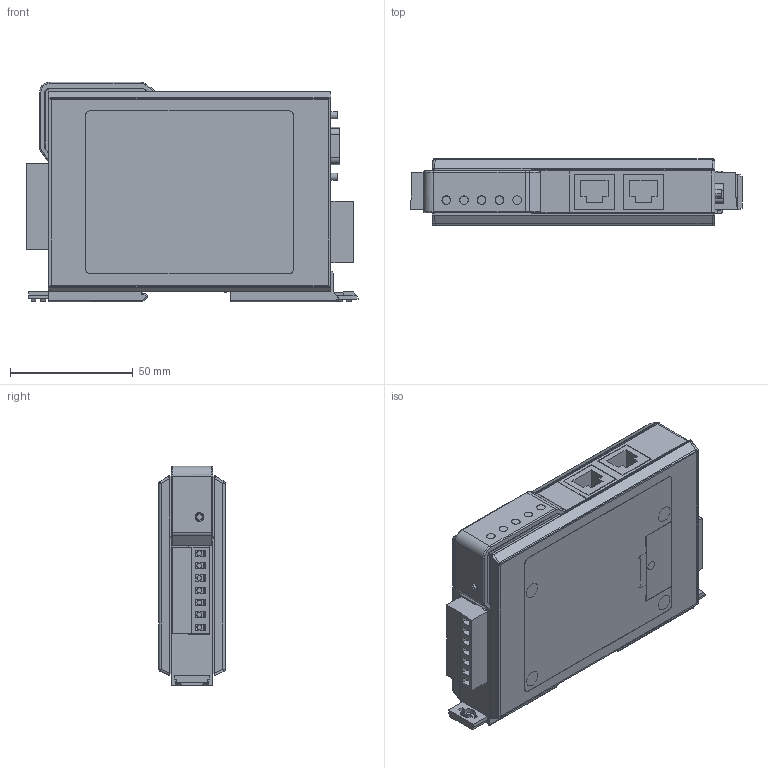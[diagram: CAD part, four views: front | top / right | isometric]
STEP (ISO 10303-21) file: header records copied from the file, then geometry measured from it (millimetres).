
FILE_DESCRIPTION((''),'2;1');
FILE_NAME('3D_MGATE_MB3170','2017-12-19T',('Vincent_Huang'),('PTC'),'PRO/ENGINEER BY PARAMETRIC TECHNOLOGY CORPORATION, 2013230','PRO/ENGINEER BY PARAMETRIC TECHNOLOGY CORPORATION, 2013230','');
FILE_SCHEMA(('AUTOMOTIVE_DESIGN { 1 0 10303 214 1 1 1 1 }'));
Products named in the file (1): 3D_MGATE_MB3170
Bounding box: 135.05 x 27 x 89.2 mm (x, y, z)
Surface area: 161358.6 mm2 (no closed solid volume)
Topology: 0 solids, 16 shells, 2329 faces, 6249 edges, 4119 vertices
Faces by surface type: plane 1782, cylinder 493, sphere 16, cone 16, torus 14, bspline 8
Entity records: 72822 total; most frequent: CARTESIAN_POINT 13335, ORIENTED_EDGE 12466, DIRECTION 11808, EDGE_CURVE 6233, VECTOR 5086, LINE 5086, VERTEX_POINT 4119, AXIS2_PLACEMENT_3D 3361
